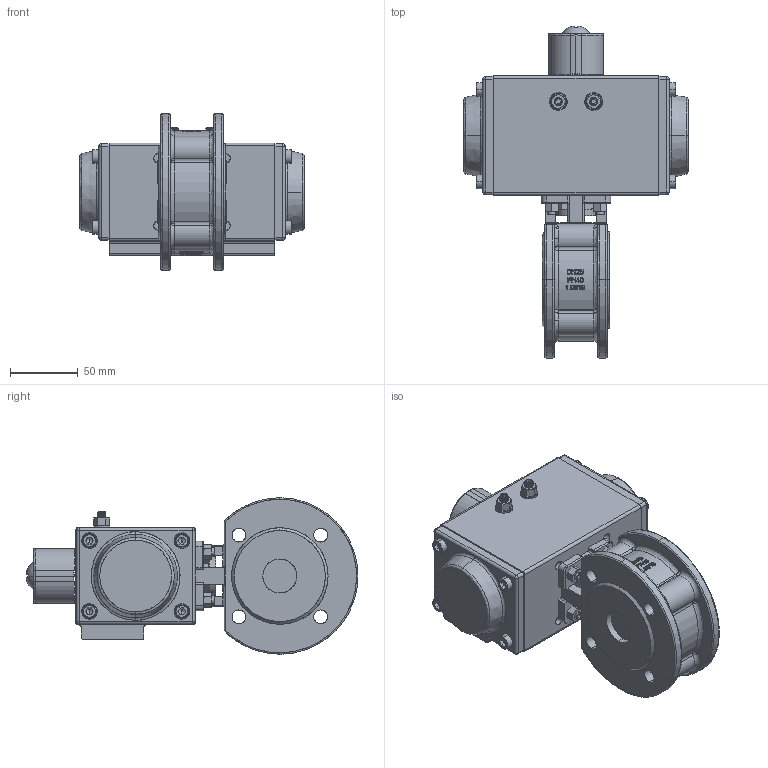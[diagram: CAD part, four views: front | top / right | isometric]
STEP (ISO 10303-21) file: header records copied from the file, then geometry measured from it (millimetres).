
FILE_DESCRIPTION (( 'STEP AP214' ), '1' );
FILE_NAME ('PK06_DN25 (PK06010005).STEP', '2022-05-02T13:34:45', ( '' ), ( '' ), 'SwSTEP 2.0', 'SolidWorks 2021', '' );
FILE_SCHEMA (( 'AUTOMOTIVE_DESIGN' ));
Length unit declared in the file: metre
Products named in the file (1): PK06_DN25 (PK06010005)
Bounding box: 165 x 244.15 x 115 mm (x, y, z)
Surface area: 134370 mm2 (no closed solid volume)
Topology: 0 solids, 646 shells, 862 faces, 4112 edges, 3821 vertices
Faces by surface type: plane 274, cylinder 273, bspline 223, cone 90, sphere 2
Entity records: 84521 total; most frequent: CARTESIAN_POINT 45821, DIRECTION 5178, ORIENTED_EDGE 4461, EDGE_CURVE 4077, VERTEX_POINT 3822, AXIS2_PLACEMENT_3D 1829, VECTOR 1520, LINE 1520
